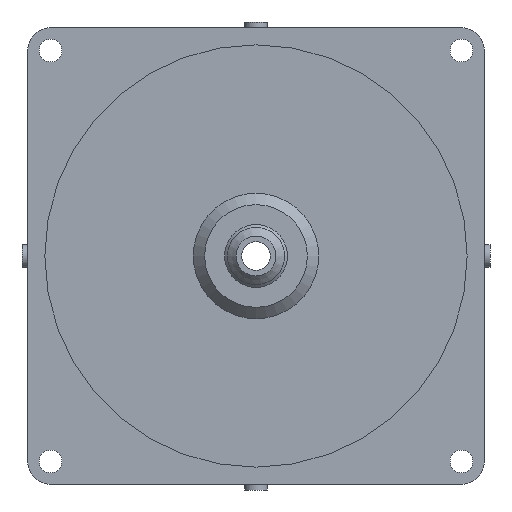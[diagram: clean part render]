
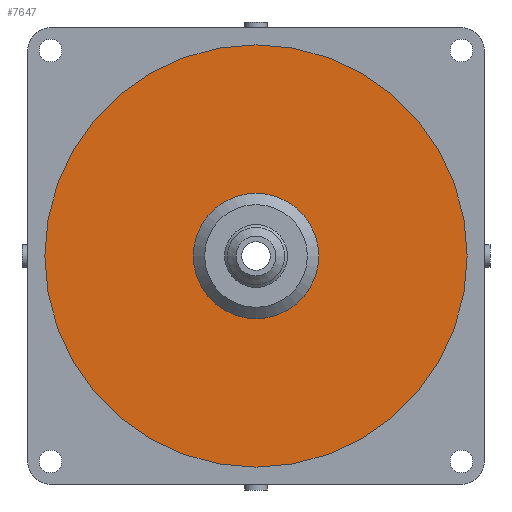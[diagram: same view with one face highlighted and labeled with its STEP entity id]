
A CAD part, front view. The second image highlights one B-rep face of the part: STEP entity #7647.
In plain terms, the highlighted planar face has unit normal (0, -1, 0).
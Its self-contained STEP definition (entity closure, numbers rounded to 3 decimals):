
#163=PLANE('',#8179);
#399=FACE_BOUND('',#1129,.T.);
#675=FACE_OUTER_BOUND('',#1128,.T.);
#1128=EDGE_LOOP('',(#5297));
#1129=EDGE_LOOP('',(#5298));
#2949=CIRCLE('',#8151,37.);
#2964=CIRCLE('',#8178,11.);
#3419=VERTEX_POINT('',#11510);
#3434=VERTEX_POINT('',#11563);
#4149=EDGE_CURVE('',#3419,#3419,#2949,.T.);
#4175=EDGE_CURVE('',#3434,#3434,#2964,.T.);
#5297=ORIENTED_EDGE('',*,*,#4149,.T.);
#5298=ORIENTED_EDGE('',*,*,#4175,.F.);
#7647=ADVANCED_FACE('',(#675,#399),#163,.T.);
#8151=AXIS2_PLACEMENT_3D('',#11512,#9093,#9094);
#8178=AXIS2_PLACEMENT_3D('',#11565,#9158,#9159);
#8179=AXIS2_PLACEMENT_3D('',#11566,#9160,#9161);
#9093=DIRECTION('center_axis',(0.,-1.,0.));
#9094=DIRECTION('ref_axis',(1.,0.,0.));
#9158=DIRECTION('center_axis',(0.,-1.,0.));
#9159=DIRECTION('ref_axis',(1.,0.,0.));
#9160=DIRECTION('center_axis',(0.,-1.,0.));
#9161=DIRECTION('ref_axis',(1.,0.,0.));
#11510=CARTESIAN_POINT('',(-37.,-3.,0.));
#11512=CARTESIAN_POINT('Origin',(0.,-3.,0.));
#11563=CARTESIAN_POINT('',(-11.,-3.,0.));
#11565=CARTESIAN_POINT('Origin',(0.,-3.,0.));
#11566=CARTESIAN_POINT('Origin',(0.,-3.,0.));
